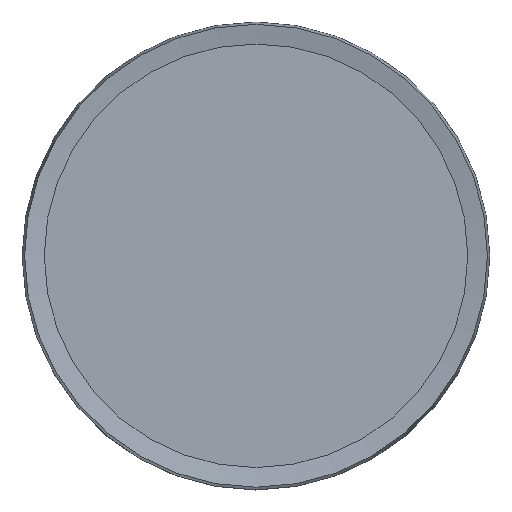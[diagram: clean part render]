
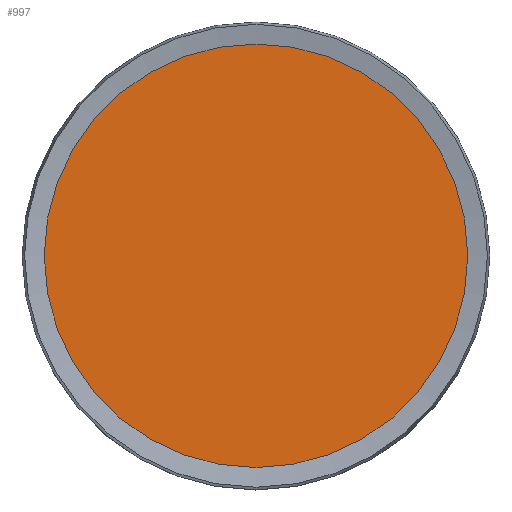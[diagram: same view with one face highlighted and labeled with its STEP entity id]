
A CAD part, top view. The second image highlights one B-rep face of the part: STEP entity #997.
In plain terms, the highlighted planar face has unit normal (0, 0, 1).
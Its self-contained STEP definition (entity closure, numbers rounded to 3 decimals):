
#969=CARTESIAN_POINT('',(0.,-19.527,11.27));
#970=VERTEX_POINT('',#969);
#971=CARTESIAN_POINT('',(0.,0.,11.27));
#972=DIRECTION('',(0.,-1.,-0.));
#973=DIRECTION('',(0.,0.,-1.));
#974=AXIS2_PLACEMENT_3D('',#971,#973,#972);
#975=CIRCLE('',#974,19.527);
#976=EDGE_CURVE('',#970,#970,#975,.T.);
#989=CARTESIAN_POINT('',(0.,0.,11.27));
#990=DIRECTION('',(1.,0.,0.));
#991=DIRECTION('',(0.,0.,1.));
#992=AXIS2_PLACEMENT_3D('',#989,#991,#990);
#993=PLANE('',#992);
#994=ORIENTED_EDGE('',*,*,#976,.F.);
#995=EDGE_LOOP('',(#994));
#996=FACE_OUTER_BOUND('',#995,.T.);
#997=ADVANCED_FACE('F15',(#996),#993,.T.);
